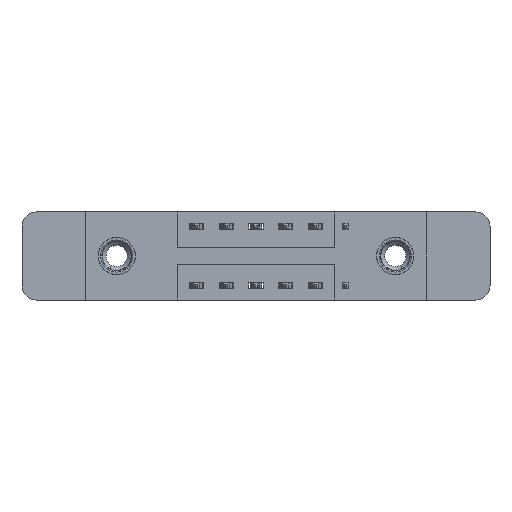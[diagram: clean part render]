
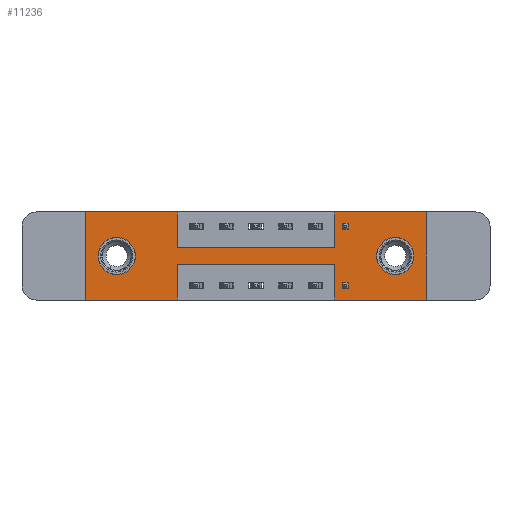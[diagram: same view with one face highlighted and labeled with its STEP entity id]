
A CAD part, front view. The second image highlights one B-rep face of the part: STEP entity #11236.
In plain terms, the highlighted planar face has unit normal (0, -1, 0).
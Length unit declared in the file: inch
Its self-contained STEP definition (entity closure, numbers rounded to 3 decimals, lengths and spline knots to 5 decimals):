
#68 = CIRCLE ( 'NONE', #12231, 0.078 ) ;
#72 = FACE_BOUND ( 'NONE', #10685, .T. ) ;
#142 = EDGE_CURVE ( 'NONE', #5125, #11238, #6731, .T. ) ;
#153 = CARTESIAN_POINT ( 'NONE',  ( 1.0475, 0., 0. ) ) ;
#728 = VERTEX_POINT ( 'NONE', #2618 ) ;
#823 = EDGE_LOOP ( 'NONE', ( #6474, #10720 ) ) ;
#854 = ORIENTED_EDGE ( 'NONE', *, *, #7929, .F. ) ;
#892 = CARTESIAN_POINT ( 'NONE',  ( 0.3875, 0., -0.15 ) ) ;
#904 = VERTEX_POINT ( 'NONE', #8732 ) ;
#1053 = ORIENTED_EDGE ( 'NONE', *, *, #2707, .F. ) ;
#1063 = FACE_OUTER_BOUND ( 'NONE', #13507, .T. ) ;
#1138 = PLANE ( 'NONE',  #12799 ) ;
#1268 = ORIENTED_EDGE ( 'NONE', *, *, #7012, .F. ) ;
#1407 = DIRECTION ( 'NONE',  ( 0., 0., -1. ) ) ;
#1448 = DIRECTION ( 'NONE',  ( 0., 0., -1. ) ) ;
#1543 = VERTEX_POINT ( 'NONE', #6384 ) ;
#1725 = VECTOR ( 'NONE', #2972, 39.37008 ) ;
#1735 = EDGE_CURVE ( 'NONE', #9765, #12985, #10650, .T. ) ;
#1785 = LINE ( 'NONE', #13548, #1725 ) ;
#1834 = VERTEX_POINT ( 'NONE', #3820 ) ;
#2128 = DIRECTION ( 'NONE',  ( 1., 0., 0. ) ) ;
#2164 = EDGE_CURVE ( 'NONE', #12985, #9765, #68, .T. ) ;
#2319 = CARTESIAN_POINT ( 'NONE',  ( 0.3875, 0., -0.22 ) ) ;
#2380 = EDGE_CURVE ( 'NONE', #13509, #5783, #11626, .T. ) ;
#2548 = VECTOR ( 'NONE', #4989, 39.37008 ) ;
#2618 = CARTESIAN_POINT ( 'NONE',  ( 0., 0., -0.37 ) ) ;
#2696 = DIRECTION ( 'NONE',  ( 0., 0., 1. ) ) ;
#2707 = EDGE_CURVE ( 'NONE', #8375, #728, #13637, .T. ) ;
#2922 = DIRECTION ( 'NONE',  ( 0., 1., 0. ) ) ;
#2972 = DIRECTION ( 'NONE',  ( -1., 0., 0. ) ) ;
#3046 = DIRECTION ( 'NONE',  ( 1., 0., 0. ) ) ;
#3137 = CARTESIAN_POINT ( 'NONE',  ( 1.435, 0., -0.37 ) ) ;
#3179 = CARTESIAN_POINT ( 'NONE',  ( 0., 0., 0. ) ) ;
#3454 = VECTOR ( 'NONE', #8071, 39.37008 ) ;
#3495 = ORIENTED_EDGE ( 'NONE', *, *, #8207, .F. ) ;
#3540 = LINE ( 'NONE', #6723, #3908 ) ;
#3661 = DIRECTION ( 'NONE',  ( 0., 0., 1. ) ) ;
#3677 = DIRECTION ( 'NONE',  ( -1., 0., 0. ) ) ;
#3696 = CARTESIAN_POINT ( 'NONE',  ( 1.435, 0., 0. ) ) ;
#3820 = CARTESIAN_POINT ( 'NONE',  ( 1.3025, 0., -0.107 ) ) ;
#3908 = VECTOR ( 'NONE', #13117, 39.37008 ) ;
#4024 = VECTOR ( 'NONE', #11336, 39.37008 ) ;
#4108 = VECTOR ( 'NONE', #13271, 39.37008 ) ;
#4224 = VERTEX_POINT ( 'NONE', #10833 ) ;
#4251 = ORIENTED_EDGE ( 'NONE', *, *, #5683, .F. ) ;
#4264 = EDGE_CURVE ( 'NONE', #1543, #10772, #13350, .T. ) ;
#4384 = CARTESIAN_POINT ( 'NONE',  ( 1.0475, 0., -0.37 ) ) ;
#4408 = AXIS2_PLACEMENT_3D ( 'NONE', #13303, #9162, #10991 ) ;
#4693 = ORIENTED_EDGE ( 'NONE', *, *, #142, .F. ) ;
#4969 = ORIENTED_EDGE ( 'NONE', *, *, #4264, .F. ) ;
#4989 = DIRECTION ( 'NONE',  ( 1., 0., 0. ) ) ;
#5105 = DIRECTION ( 'NONE',  ( 0., 0., -1. ) ) ;
#5125 = VERTEX_POINT ( 'NONE', #4384 ) ;
#5277 = EDGE_CURVE ( 'NONE', #4224, #13509, #3540, .T. ) ;
#5357 = ORIENTED_EDGE ( 'NONE', *, *, #12096, .F. ) ;
#5518 = VECTOR ( 'NONE', #3661, 39.37008 ) ;
#5683 = EDGE_CURVE ( 'NONE', #13794, #8375, #12059, .T. ) ;
#5783 = VERTEX_POINT ( 'NONE', #7897 ) ;
#5804 = CARTESIAN_POINT ( 'NONE',  ( 0., 0., -0.37 ) ) ;
#5992 = CARTESIAN_POINT ( 'NONE',  ( 0., 0., 0. ) ) ;
#6235 = CARTESIAN_POINT ( 'NONE',  ( 0., 0., 0. ) ) ;
#6296 = AXIS2_PLACEMENT_3D ( 'NONE', #9555, #2922, #5105 ) ;
#6384 = CARTESIAN_POINT ( 'NONE',  ( 1.435, 0., 0. ) ) ;
#6474 = ORIENTED_EDGE ( 'NONE', *, *, #2164, .T. ) ;
#6647 = ORIENTED_EDGE ( 'NONE', *, *, #5277, .F. ) ;
#6723 = CARTESIAN_POINT ( 'NONE',  ( 0.3875, 0., 0. ) ) ;
#6731 = LINE ( 'NONE', #8841, #4108 ) ;
#6742 = CARTESIAN_POINT ( 'NONE',  ( 1.3025, 0., -0.263 ) ) ;
#6989 = DIRECTION ( 'NONE',  ( 0., 1., 0. ) ) ;
#7012 = EDGE_CURVE ( 'NONE', #5783, #10793, #8893, .T. ) ;
#7030 = AXIS2_PLACEMENT_3D ( 'NONE', #11154, #6989, #2696 ) ;
#7194 = ORIENTED_EDGE ( 'NONE', *, *, #10104, .F. ) ;
#7628 = FACE_BOUND ( 'NONE', #823, .T. ) ;
#7687 = DIRECTION ( 'NONE',  ( 0., 1., 0. ) ) ;
#7890 = EDGE_CURVE ( 'NONE', #9437, #1834, #13255, .T. ) ;
#7897 = CARTESIAN_POINT ( 'NONE',  ( 1.0475, 0., -0.15 ) ) ;
#7929 = EDGE_CURVE ( 'NONE', #10772, #5125, #13409, .T. ) ;
#7951 = LINE ( 'NONE', #5992, #4024 ) ;
#8071 = DIRECTION ( 'NONE',  ( -1., 0., 0. ) ) ;
#8207 = EDGE_CURVE ( 'NONE', #904, #4224, #8544, .T. ) ;
#8375 = VERTEX_POINT ( 'NONE', #10296 ) ;
#8544 = LINE ( 'NONE', #3179, #13264 ) ;
#8611 = DIRECTION ( 'NONE',  ( 0., 0., -1. ) ) ;
#8693 = CARTESIAN_POINT ( 'NONE',  ( 1.0475, 0., -0.22 ) ) ;
#8713 = VECTOR ( 'NONE', #3046, 39.37008 ) ;
#8732 = CARTESIAN_POINT ( 'NONE',  ( 0., 0., 0. ) ) ;
#8763 = CARTESIAN_POINT ( 'NONE',  ( 0.3875, 0., -0.15 ) ) ;
#8841 = CARTESIAN_POINT ( 'NONE',  ( 1.0475, 0., -0.37 ) ) ;
#8893 = LINE ( 'NONE', #10750, #5518 ) ;
#9162 = DIRECTION ( 'NONE',  ( 0., 1., 0. ) ) ;
#9347 = CARTESIAN_POINT ( 'NONE',  ( 0.1325, 0., -0.107 ) ) ;
#9393 = LINE ( 'NONE', #6235, #8713 ) ;
#9437 = VERTEX_POINT ( 'NONE', #6742 ) ;
#9537 = CARTESIAN_POINT ( 'NONE',  ( 0., 0., -0.37 ) ) ;
#9555 = CARTESIAN_POINT ( 'NONE',  ( 1.3025, 0., -0.185 ) ) ;
#9618 = ORIENTED_EDGE ( 'NONE', *, *, #13936, .T. ) ;
#9765 = VERTEX_POINT ( 'NONE', #10086 ) ;
#10054 = ORIENTED_EDGE ( 'NONE', *, *, #2380, .F. ) ;
#10086 = CARTESIAN_POINT ( 'NONE',  ( 0.1325, 0., -0.263 ) ) ;
#10104 = EDGE_CURVE ( 'NONE', #728, #904, #7951, .T. ) ;
#10261 = CARTESIAN_POINT ( 'NONE',  ( 0., 0., -0.37 ) ) ;
#10296 = CARTESIAN_POINT ( 'NONE',  ( 0.3875, 0., -0.37 ) ) ;
#10512 = VECTOR ( 'NONE', #1448, 39.37008 ) ;
#10565 = VECTOR ( 'NONE', #3677, 39.37008 ) ;
#10650 = CIRCLE ( 'NONE', #7030, 0.078 ) ;
#10685 = EDGE_LOOP ( 'NONE', ( #9618, #11619 ) ) ;
#10720 = ORIENTED_EDGE ( 'NONE', *, *, #1735, .T. ) ;
#10750 = CARTESIAN_POINT ( 'NONE',  ( 1.0475, 0., 0. ) ) ;
#10772 = VERTEX_POINT ( 'NONE', #3137 ) ;
#10793 = VERTEX_POINT ( 'NONE', #153 ) ;
#10833 = CARTESIAN_POINT ( 'NONE',  ( 0.3875, 0., 0. ) ) ;
#10991 = DIRECTION ( 'NONE',  ( 0., 0., -1. ) ) ;
#11062 = CARTESIAN_POINT ( 'NONE',  ( 0.3875, 0., -0.37 ) ) ;
#11154 = CARTESIAN_POINT ( 'NONE',  ( 0.1325, 0., -0.185 ) ) ;
#11236 = ADVANCED_FACE ( 'NONE', ( #72, #7628, #1063 ), #1138, .T. ) ;
#11238 = VERTEX_POINT ( 'NONE', #8693 ) ;
#11336 = DIRECTION ( 'NONE',  ( 0., 0., 1. ) ) ;
#11619 = ORIENTED_EDGE ( 'NONE', *, *, #7890, .T. ) ;
#11626 = LINE ( 'NONE', #892, #2548 ) ;
#11989 = DIRECTION ( 'NONE',  ( 0., 0., 1. ) ) ;
#12059 = LINE ( 'NONE', #11062, #12713 ) ;
#12096 = EDGE_CURVE ( 'NONE', #11238, #13794, #1785, .T. ) ;
#12162 = EDGE_CURVE ( 'NONE', #10793, #1543, #9393, .T. ) ;
#12231 = AXIS2_PLACEMENT_3D ( 'NONE', #13035, #7687, #11989 ) ;
#12713 = VECTOR ( 'NONE', #1407, 39.37008 ) ;
#12747 = CIRCLE ( 'NONE', #4408, 0.078 ) ;
#12799 = AXIS2_PLACEMENT_3D ( 'NONE', #9537, #12902, #8611 ) ;
#12902 = DIRECTION ( 'NONE',  ( 0., -1., 0. ) ) ;
#12985 = VERTEX_POINT ( 'NONE', #9347 ) ;
#13035 = CARTESIAN_POINT ( 'NONE',  ( 0.1325, 0., -0.185 ) ) ;
#13117 = DIRECTION ( 'NONE',  ( 0., 0., -1. ) ) ;
#13255 = CIRCLE ( 'NONE', #6296, 0.078 ) ;
#13264 = VECTOR ( 'NONE', #2128, 39.37008 ) ;
#13271 = DIRECTION ( 'NONE',  ( 0., 0., 1. ) ) ;
#13303 = CARTESIAN_POINT ( 'NONE',  ( 1.3025, 0., -0.185 ) ) ;
#13350 = LINE ( 'NONE', #3696, #10512 ) ;
#13409 = LINE ( 'NONE', #5804, #10565 ) ;
#13507 = EDGE_LOOP ( 'NONE', ( #4251, #5357, #4693, #854, #4969, #13542, #1268, #10054, #6647, #3495, #7194, #1053 ) ) ;
#13509 = VERTEX_POINT ( 'NONE', #8763 ) ;
#13542 = ORIENTED_EDGE ( 'NONE', *, *, #12162, .F. ) ;
#13548 = CARTESIAN_POINT ( 'NONE',  ( 0.3875, 0., -0.22 ) ) ;
#13637 = LINE ( 'NONE', #10261, #3454 ) ;
#13794 = VERTEX_POINT ( 'NONE', #2319 ) ;
#13936 = EDGE_CURVE ( 'NONE', #1834, #9437, #12747, .T. ) ;
